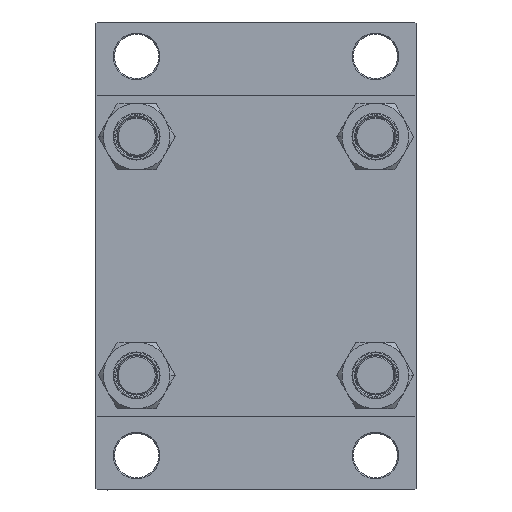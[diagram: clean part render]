
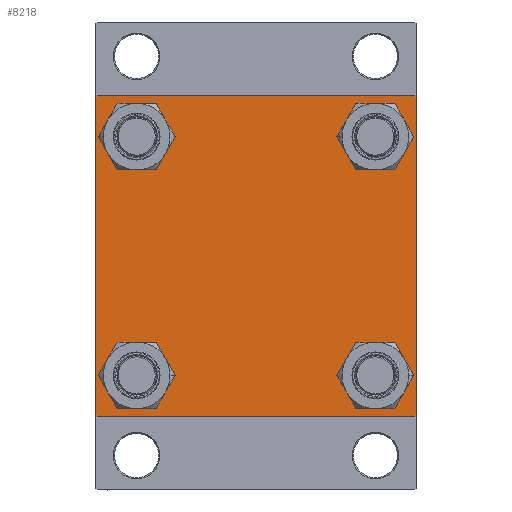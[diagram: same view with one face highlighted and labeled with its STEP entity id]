
A CAD part, left-side view. The second image highlights one B-rep face of the part: STEP entity #8218.
In plain terms, the highlighted planar face has unit normal (-1, 0, 0).
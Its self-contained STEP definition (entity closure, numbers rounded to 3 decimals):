
#210 = CARTESIAN_POINT ( 'NONE',  ( 0., 48.45, 48.45 ) ) ;
#915 = EDGE_CURVE ( 'NONE', #7332, #36193, #24217, .T. ) ;
#1299 = VERTEX_POINT ( 'NONE', #20638 ) ;
#1534 = ORIENTED_EDGE ( 'NONE', *, *, #3401, .T. ) ;
#1765 = CARTESIAN_POINT ( 'NONE',  ( 0., 65., 65. ) ) ;
#2251 = VERTEX_POINT ( 'NONE', #30489 ) ;
#2583 = CARTESIAN_POINT ( 'NONE',  ( 0., 48.45, 48.45 ) ) ;
#2737 = DIRECTION ( 'NONE',  ( 0., 0., -1. ) ) ;
#3044 = CARTESIAN_POINT ( 'NONE',  ( 0., -64.75, -64.75 ) ) ;
#3162 = DIRECTION ( 'NONE',  ( 1., 0., 0. ) ) ;
#3232 = EDGE_CURVE ( 'NONE', #25987, #1299, #9004, .T. ) ;
#3401 = EDGE_CURVE ( 'NONE', #39181, #46499, #28205, .T. ) ;
#3920 = DIRECTION ( 'NONE',  ( 0., 0., 1. ) ) ;
#3922 = VERTEX_POINT ( 'NONE', #16544 ) ;
#4385 = CARTESIAN_POINT ( 'NONE',  ( 0., 48.45, -48.45 ) ) ;
#4492 = CIRCLE ( 'NONE', #37641, 8.5 ) ;
#4742 = VERTEX_POINT ( 'NONE', #45576 ) ;
#4829 = CARTESIAN_POINT ( 'NONE',  ( 0., 64.5, 65. ) ) ;
#4919 = CARTESIAN_POINT ( 'NONE',  ( 0., 64.75, -64.75 ) ) ;
#5252 = DIRECTION ( 'NONE',  ( 0., 0., 1. ) ) ;
#5281 = EDGE_CURVE ( 'NONE', #25987, #31519, #27277, .T. ) ;
#5385 = DIRECTION ( 'NONE',  ( 0., -1., 0. ) ) ;
#5673 = VECTOR ( 'NONE', #28925, 1000. ) ;
#5878 = CARTESIAN_POINT ( 'NONE',  ( 0., -48.45, -48.45 ) ) ;
#6365 = ORIENTED_EDGE ( 'NONE', *, *, #37176, .T. ) ;
#6431 = CARTESIAN_POINT ( 'NONE',  ( 0., 48.45, 39.95 ) ) ;
#6854 = CARTESIAN_POINT ( 'NONE',  ( 0., 48.45, -56.95 ) ) ;
#7189 = VECTOR ( 'NONE', #41834, 1000. ) ;
#7332 = VERTEX_POINT ( 'NONE', #35761 ) ;
#7553 = CARTESIAN_POINT ( 'NONE',  ( 0., -48.45, 48.45 ) ) ;
#7734 = FACE_BOUND ( 'NONE', #8233, .T. ) ;
#8215 = DIRECTION ( 'NONE',  ( 0., 0.707, -0.707 ) ) ;
#8218 = ADVANCED_FACE ( 'NONE', ( #7734, #44672, #44906, #33333, #14991 ), #26315, .T. ) ;
#8233 = EDGE_LOOP ( 'NONE', ( #11447, #8458 ) ) ;
#8314 = ORIENTED_EDGE ( 'NONE', *, *, #26312, .T. ) ;
#8458 = ORIENTED_EDGE ( 'NONE', *, *, #30477, .T. ) ;
#9004 = LINE ( 'NONE', #1765, #45927 ) ;
#9578 = DIRECTION ( 'NONE',  ( 0., 0., 1. ) ) ;
#9623 = EDGE_CURVE ( 'NONE', #4742, #37725, #19835, .T. ) ;
#10419 = DIRECTION ( 'NONE',  ( 1., 0., 0. ) ) ;
#10456 = LINE ( 'NONE', #25171, #36260 ) ;
#10528 = DIRECTION ( 'NONE',  ( 0., -0.707, 0.707 ) ) ;
#10888 = CARTESIAN_POINT ( 'NONE',  ( 0., 0., 0. ) ) ;
#11140 = DIRECTION ( 'NONE',  ( 1., 0., 0. ) ) ;
#11447 = ORIENTED_EDGE ( 'NONE', *, *, #30856, .T. ) ;
#11660 = VERTEX_POINT ( 'NONE', #37155 ) ;
#11786 = VECTOR ( 'NONE', #39859, 1000. ) ;
#12124 = CARTESIAN_POINT ( 'NONE',  ( 0., -48.45, 39.95 ) ) ;
#12189 = ORIENTED_EDGE ( 'NONE', *, *, #27091, .F. ) ;
#12483 = CARTESIAN_POINT ( 'NONE',  ( 0., -64.75, 64.75 ) ) ;
#13044 = EDGE_CURVE ( 'NONE', #46499, #39181, #30714, .T. ) ;
#13686 = DIRECTION ( 'NONE',  ( 1., 0., 0. ) ) ;
#13688 = EDGE_CURVE ( 'NONE', #24908, #3922, #4492, .T. ) ;
#13782 = CIRCLE ( 'NONE', #23001, 8.5 ) ;
#13944 = CARTESIAN_POINT ( 'NONE',  ( 0., 48.45, -39.95 ) ) ;
#14697 = DIRECTION ( 'NONE',  ( 1., 0., 0. ) ) ;
#14991 = FACE_OUTER_BOUND ( 'NONE', #25982, .T. ) ;
#15010 = DIRECTION ( 'NONE',  ( 0., 0., 1. ) ) ;
#15464 = DIRECTION ( 'NONE',  ( 0., 0., 1. ) ) ;
#15946 = ORIENTED_EDGE ( 'NONE', *, *, #44800, .T. ) ;
#16180 = ORIENTED_EDGE ( 'NONE', *, *, #43952, .T. ) ;
#16285 = CIRCLE ( 'NONE', #30940, 8.5 ) ;
#16355 = EDGE_CURVE ( 'NONE', #11660, #22390, #21399, .T. ) ;
#16544 = CARTESIAN_POINT ( 'NONE',  ( 0., -48.45, -39.95 ) ) ;
#17551 = ORIENTED_EDGE ( 'NONE', *, *, #16355, .T. ) ;
#17686 = CARTESIAN_POINT ( 'NONE',  ( 0., 48.45, -48.45 ) ) ;
#17984 = VECTOR ( 'NONE', #26709, 1000. ) ;
#17986 = VERTEX_POINT ( 'NONE', #12124 ) ;
#18117 = EDGE_LOOP ( 'NONE', ( #6365, #29960 ) ) ;
#18119 = CARTESIAN_POINT ( 'NONE',  ( 0., -48.45, -56.95 ) ) ;
#19835 = CIRCLE ( 'NONE', #33671, 8.5 ) ;
#20200 = LINE ( 'NONE', #12483, #17984 ) ;
#20638 = CARTESIAN_POINT ( 'NONE',  ( 0., -64.5, 65. ) ) ;
#20790 = CARTESIAN_POINT ( 'NONE',  ( 0., -65., -64.5 ) ) ;
#21399 = LINE ( 'NONE', #3044, #34673 ) ;
#21534 = CIRCLE ( 'NONE', #40030, 8.5 ) ;
#21616 = ORIENTED_EDGE ( 'NONE', *, *, #3232, .F. ) ;
#21998 = CARTESIAN_POINT ( 'NONE',  ( 0., -65., 65. ) ) ;
#22099 = EDGE_CURVE ( 'NONE', #31519, #7332, #10456, .T. ) ;
#22390 = VERTEX_POINT ( 'NONE', #20790 ) ;
#22734 = EDGE_LOOP ( 'NONE', ( #30949, #1534 ) ) ;
#22946 = CARTESIAN_POINT ( 'NONE',  ( 0., 64.75, 64.75 ) ) ;
#23001 = AXIS2_PLACEMENT_3D ( 'NONE', #7553, #44726, #41334 ) ;
#24217 = LINE ( 'NONE', #4919, #7189 ) ;
#24382 = VERTEX_POINT ( 'NONE', #27473 ) ;
#24437 = ORIENTED_EDGE ( 'NONE', *, *, #9623, .T. ) ;
#24829 = CARTESIAN_POINT ( 'NONE',  ( 0., 65., -65. ) ) ;
#24901 = CARTESIAN_POINT ( 'NONE',  ( 0., -48.45, 48.45 ) ) ;
#24908 = VERTEX_POINT ( 'NONE', #18119 ) ;
#25113 = AXIS2_PLACEMENT_3D ( 'NONE', #4385, #11140, #33584 ) ;
#25171 = CARTESIAN_POINT ( 'NONE',  ( 0., 65., 65. ) ) ;
#25601 = AXIS2_PLACEMENT_3D ( 'NONE', #2583, #13686, #9578 ) ;
#25982 = EDGE_LOOP ( 'NONE', ( #30441, #37462, #15946, #17551, #12189, #16180, #21616, #38745 ) ) ;
#25987 = VERTEX_POINT ( 'NONE', #4829 ) ;
#26025 = DIRECTION ( 'NONE',  ( 0., 0., 1. ) ) ;
#26312 = EDGE_CURVE ( 'NONE', #37725, #4742, #27912, .T. ) ;
#26315 = PLANE ( 'NONE',  #40544 ) ;
#26709 = DIRECTION ( 'NONE',  ( 0., 0.707, 0.707 ) ) ;
#27091 = EDGE_CURVE ( 'NONE', #24382, #22390, #36953, .T. ) ;
#27232 = CARTESIAN_POINT ( 'NONE',  ( 0., 64.5, -65. ) ) ;
#27277 = LINE ( 'NONE', #22946, #28927 ) ;
#27473 = CARTESIAN_POINT ( 'NONE',  ( 0., -65., 64.5 ) ) ;
#27912 = CIRCLE ( 'NONE', #25601, 8.5 ) ;
#28205 = CIRCLE ( 'NONE', #25113, 8.5 ) ;
#28264 = CARTESIAN_POINT ( 'NONE',  ( 0., -48.45, -48.45 ) ) ;
#28925 = DIRECTION ( 'NONE',  ( 0., -1., 0. ) ) ;
#28927 = VECTOR ( 'NONE', #8215, 1000. ) ;
#29165 = LINE ( 'NONE', #24829, #5673 ) ;
#29960 = ORIENTED_EDGE ( 'NONE', *, *, #13688, .T. ) ;
#30441 = ORIENTED_EDGE ( 'NONE', *, *, #22099, .T. ) ;
#30477 = EDGE_CURVE ( 'NONE', #17986, #2251, #13782, .T. ) ;
#30489 = CARTESIAN_POINT ( 'NONE',  ( 0., -48.45, 56.95 ) ) ;
#30714 = CIRCLE ( 'NONE', #33028, 8.5 ) ;
#30856 = EDGE_CURVE ( 'NONE', #2251, #17986, #21534, .T. ) ;
#30940 = AXIS2_PLACEMENT_3D ( 'NONE', #28264, #3162, #35994 ) ;
#30949 = ORIENTED_EDGE ( 'NONE', *, *, #13044, .T. ) ;
#31519 = VERTEX_POINT ( 'NONE', #38907 ) ;
#32163 = DIRECTION ( 'NONE',  ( 1., 0., 0. ) ) ;
#33028 = AXIS2_PLACEMENT_3D ( 'NONE', #17686, #32163, #15010 ) ;
#33333 = FACE_BOUND ( 'NONE', #35998, .T. ) ;
#33584 = DIRECTION ( 'NONE',  ( 0., 0., 1. ) ) ;
#33671 = AXIS2_PLACEMENT_3D ( 'NONE', #210, #14697, #26025 ) ;
#34673 = VECTOR ( 'NONE', #10528, 1000. ) ;
#35315 = DIRECTION ( 'NONE',  ( 1., 0., 0. ) ) ;
#35761 = CARTESIAN_POINT ( 'NONE',  ( 0., 65., -64.5 ) ) ;
#35994 = DIRECTION ( 'NONE',  ( 0., 0., 1. ) ) ;
#35998 = EDGE_LOOP ( 'NONE', ( #24437, #8314 ) ) ;
#36193 = VERTEX_POINT ( 'NONE', #27232 ) ;
#36260 = VECTOR ( 'NONE', #2737, 1000. ) ;
#36953 = LINE ( 'NONE', #21998, #11786 ) ;
#37155 = CARTESIAN_POINT ( 'NONE',  ( 0., -64.5, -65. ) ) ;
#37176 = EDGE_CURVE ( 'NONE', #3922, #24908, #16285, .T. ) ;
#37462 = ORIENTED_EDGE ( 'NONE', *, *, #915, .T. ) ;
#37641 = AXIS2_PLACEMENT_3D ( 'NONE', #5878, #35315, #3920 ) ;
#37725 = VERTEX_POINT ( 'NONE', #6431 ) ;
#38745 = ORIENTED_EDGE ( 'NONE', *, *, #5281, .T. ) ;
#38907 = CARTESIAN_POINT ( 'NONE',  ( 0., 65., 64.5 ) ) ;
#39181 = VERTEX_POINT ( 'NONE', #6854 ) ;
#39859 = DIRECTION ( 'NONE',  ( 0., 0., -1. ) ) ;
#40030 = AXIS2_PLACEMENT_3D ( 'NONE', #24901, #10419, #5252 ) ;
#40544 = AXIS2_PLACEMENT_3D ( 'NONE', #10888, #40577, #15464 ) ;
#40577 = DIRECTION ( 'NONE',  ( -1., 0., 0. ) ) ;
#41334 = DIRECTION ( 'NONE',  ( 0., 0., 1. ) ) ;
#41834 = DIRECTION ( 'NONE',  ( 0., -0.707, -0.707 ) ) ;
#43952 = EDGE_CURVE ( 'NONE', #24382, #1299, #20200, .T. ) ;
#44672 = FACE_BOUND ( 'NONE', #18117, .T. ) ;
#44726 = DIRECTION ( 'NONE',  ( 1., 0., 0. ) ) ;
#44800 = EDGE_CURVE ( 'NONE', #36193, #11660, #29165, .T. ) ;
#44906 = FACE_BOUND ( 'NONE', #22734, .T. ) ;
#45576 = CARTESIAN_POINT ( 'NONE',  ( 0., 48.45, 56.95 ) ) ;
#45927 = VECTOR ( 'NONE', #5385, 1000. ) ;
#46499 = VERTEX_POINT ( 'NONE', #13944 ) ;
